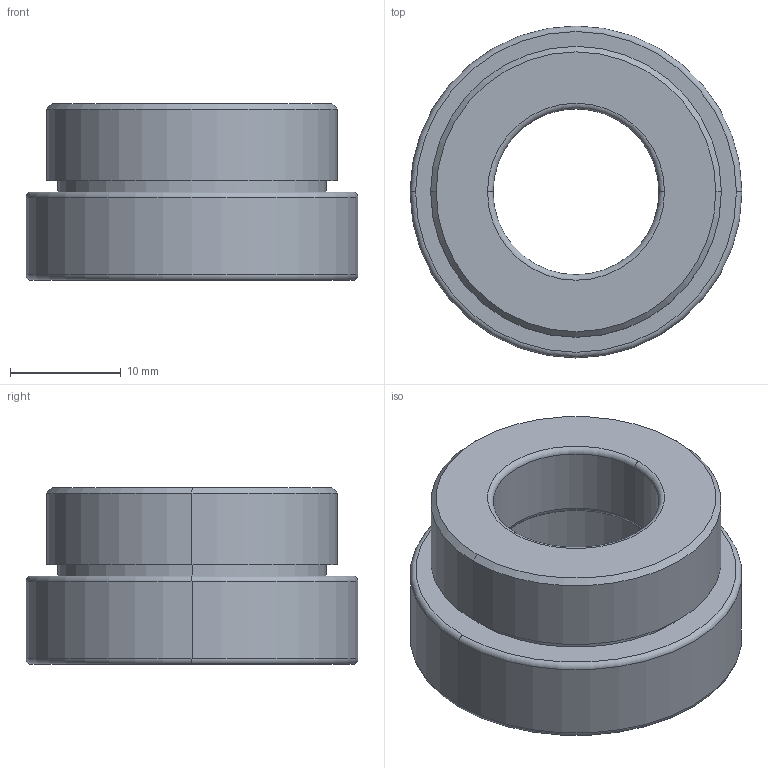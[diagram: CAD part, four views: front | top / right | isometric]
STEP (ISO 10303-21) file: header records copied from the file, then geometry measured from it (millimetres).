
FILE_DESCRIPTION (( 'STEP AP203' ), '1' );
FILE_NAME ('04ADA-OBJ.STEP', '2016-03-02T05:44:22', ( '' ), ( '' ), 'SwSTEP 2.0', 'SolidWorks 2016', '' );
FILE_SCHEMA (( 'CONFIG_CONTROL_DESIGN' ));
Length unit declared in the file: millimetre
Products named in the file (1): 04ADA-OBJ
Bounding box: 30 x 30 x 16 mm (x, y, z)
Volume: 5896.9 mm3; surface area: 3474.5 mm2
Topology: 1 solids, 1 shells, 30 faces, 60 edges, 36 vertices
Faces by surface type: cylinder 12, torus 8, plane 6, cone 4
Entity records: 873 total; most frequent: DIRECTION 166, CARTESIAN_POINT 127, ORIENTED_EDGE 120, AXIS2_PLACEMENT_3D 75, EDGE_CURVE 60, CIRCLE 44, VERTEX_POINT 36, EDGE_LOOP 36
